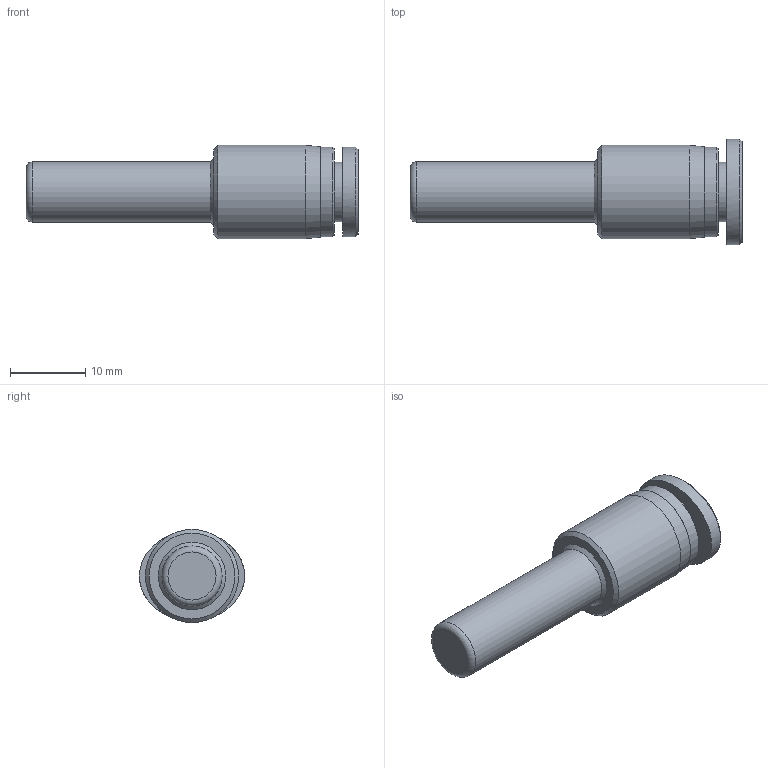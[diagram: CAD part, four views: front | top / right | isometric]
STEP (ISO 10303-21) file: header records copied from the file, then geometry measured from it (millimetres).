
FILE_DESCRIPTION((''),'2;1');
FILE_NAME('PGJ 5_16-1_4.stp','2016-10-12T10:05:36',('Administrator'),(''),'Autodesk Inventor 2013','Autodesk Inventor 2013','');
FILE_SCHEMA(('CONFIG_CONTROL_DESIGN'));
Length unit declared in the file: millimetre
Products named in the file (3): PGJ 5_16-1_4; NGJ 5_16-1_4 BODY; SLEEVE N1_4L
Assembly tree (2 placements, depth 2):
  PGJ 5_16-1_4
    NGJ 5_16-1_4 BODY
    SLEEVE N1_4L
Bounding box: 44.2 x 14 x 12.4 mm (x, y, z)
Volume: 2900.6 mm3; surface area: 2224.4 mm2
Topology: 2 solids, 2 shells, 22 faces, 35 edges, 21 vertices
Faces by surface type: plane 8, cylinder 6, cone 5, bspline 2, torus 1
Full cylindrical faces by diameter (mm): 6.55 x2, 7.9 x1, 8 x1, 11.9 x1, 12.4 x1
Entity records: 610 total; most frequent: CARTESIAN_POINT 168, DIRECTION 89, AXIS2_PLACEMENT_3D 44, ORIENTED_EDGE 44, EDGE_LOOP 41, EDGE_CURVE 22, FACE_OUTER_BOUND 22, ADVANCED_FACE 22
